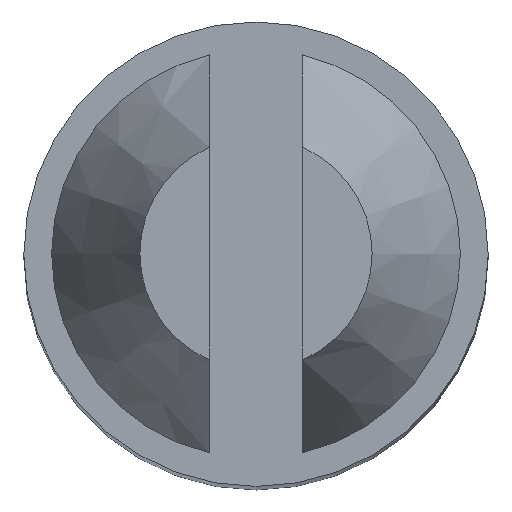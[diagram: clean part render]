
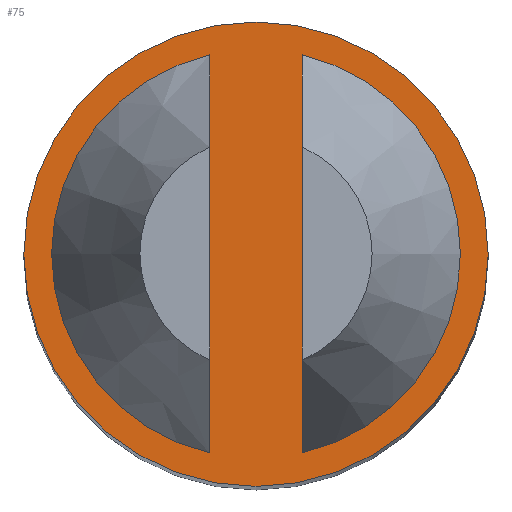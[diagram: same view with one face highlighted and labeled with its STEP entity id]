
A CAD part, top view. The second image highlights one B-rep face of the part: STEP entity #75.
In plain terms, the highlighted planar face has unit normal (0, 0, 1).
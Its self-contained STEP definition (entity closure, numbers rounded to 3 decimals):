
#75 = ADVANCED_FACE( '', ( #152, #153, #154 ), #155, .F. );
#152 = FACE_BOUND( '', #227, .T. );
#153 = FACE_BOUND( '', #228, .T. );
#154 = FACE_OUTER_BOUND( '', #229, .T. );
#155 = PLANE( '', #230 );
#227 = EDGE_LOOP( '', ( #371, #372 ) );
#228 = EDGE_LOOP( '', ( #373, #374 ) );
#229 = EDGE_LOOP( '', ( #375 ) );
#230 = AXIS2_PLACEMENT_3D( '', #376, #377, #378 );
#371 = ORIENTED_EDGE( '', *, *, #453, .T. );
#372 = ORIENTED_EDGE( '', *, *, #460, .T. );
#373 = ORIENTED_EDGE( '', *, *, #446, .T. );
#374 = ORIENTED_EDGE( '', *, *, #423, .F. );
#375 = ORIENTED_EDGE( '', *, *, #462, .F. );
#376 = CARTESIAN_POINT( '', ( -2., 0., 11. ) );
#377 = DIRECTION( '', ( 0., 0., -1. ) );
#378 = DIRECTION( '', ( -1., 0., 0. ) );
#423 = EDGE_CURVE( '', #490, #492, #493, .T. );
#446 = EDGE_CURVE( '', #490, #492, #532, .T. );
#453 = EDGE_CURVE( '', #543, #541, #544, .T. );
#460 = EDGE_CURVE( '', #541, #543, #554, .T. );
#462 = EDGE_CURVE( '', #556, #556, #557, .T. );
#490 = VERTEX_POINT( '', #589 );
#492 = VERTEX_POINT( '', #592 );
#493 = LINE( '', #593, #594 );
#532 = CIRCLE( '', #653, 2. );
#541 = VERTEX_POINT( '', #666 );
#543 = VERTEX_POINT( '', #669 );
#544 = LINE( '', #670, #671 );
#554 = CIRCLE( '', #687, 2. );
#556 = VERTEX_POINT( '', #689 );
#557 = CIRCLE( '', #690, 2.5 );
#589 = CARTESIAN_POINT( '', ( -0.5, -1.936, 11. ) );
#592 = CARTESIAN_POINT( '', ( -0.5, 1.936, 11. ) );
#593 = CARTESIAN_POINT( '', ( -0.5, -2.5, 11. ) );
#594 = VECTOR( '', #740, 1000. );
#653 = AXIS2_PLACEMENT_3D( '', #770, #771, #772 );
#666 = CARTESIAN_POINT( '', ( 0.5, 1.936, 11. ) );
#669 = CARTESIAN_POINT( '', ( 0.5, -1.936, 11. ) );
#670 = CARTESIAN_POINT( '', ( 0.5, -2.5, 11. ) );
#671 = VECTOR( '', #778, 1000. );
#687 = AXIS2_PLACEMENT_3D( '', #785, #786, #787 );
#689 = CARTESIAN_POINT( '', ( -2.5, 0., 11. ) );
#690 = AXIS2_PLACEMENT_3D( '', #788, #789, #790 );
#740 = DIRECTION( '', ( 0., 1., 0. ) );
#770 = CARTESIAN_POINT( '', ( 0., 0., 11. ) );
#771 = DIRECTION( '', ( 0., 0., -1. ) );
#772 = DIRECTION( '', ( -1., 0., 0. ) );
#778 = DIRECTION( '', ( 0., 1., 0. ) );
#785 = CARTESIAN_POINT( '', ( 0., 0., 11. ) );
#786 = DIRECTION( '', ( 0., 0., -1. ) );
#787 = DIRECTION( '', ( -1., 0., 0. ) );
#788 = CARTESIAN_POINT( '', ( 0., 0., 11. ) );
#789 = DIRECTION( '', ( 0., 0., -1. ) );
#790 = DIRECTION( '', ( -1., 0., 0. ) );
